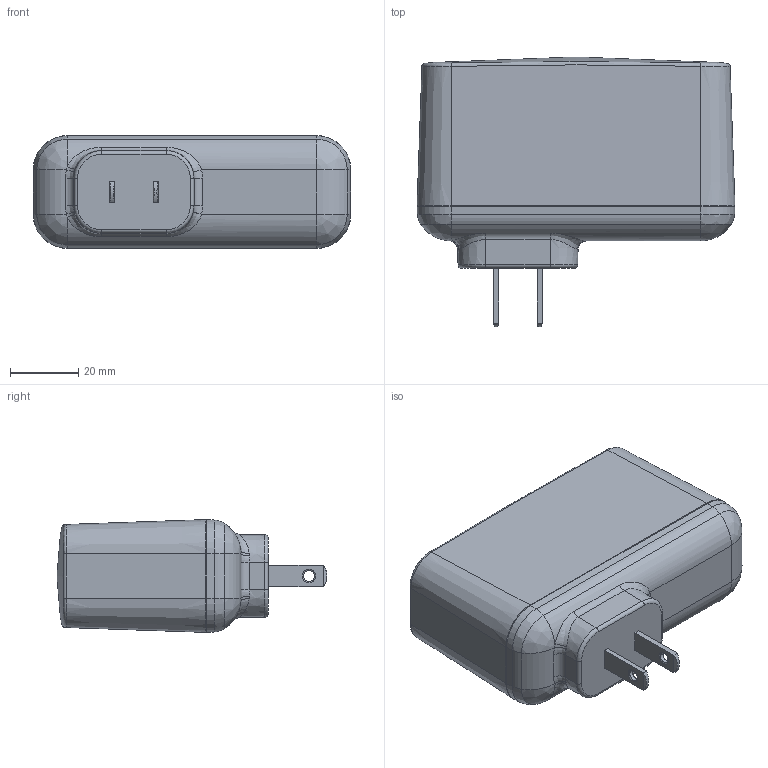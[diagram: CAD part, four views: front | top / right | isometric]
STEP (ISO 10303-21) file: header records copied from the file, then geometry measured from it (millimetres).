
FILE_DESCRIPTION((''),'2;1');
FILE_NAME('GT-83082-3612-W2_ASM','2022-08-23T09:16:12',('jirenqiang'),(''),'CREO PARAMETRIC BY PTC INC, 2018050','CREO PARAMETRIC BY PTC INC, 2018050','');
FILE_SCHEMA(('CONFIG_CONTROL_DESIGN'));
Length unit declared in the file: millimetre
Products named in the file (4): US_BOT; US-PIN; TOP_; GT-83082-3612-W2_ASM
Assembly tree (4 placements, depth 2):
  GT-83082-3612-W2_ASM
    US_BOT
    US-PIN  x2
    TOP_
Bounding box: 93.01 x 79 x 33.01 mm (x, y, z)
Volume: 35187.3 mm3; surface area: 36167.2 mm2
Topology: 4 solids, 4 shells, 587 faces, 1470 edges, 890 vertices
Faces by surface type: plane 343, cylinder 106, bspline 60, cone 50, torus 28
Entity records: 19698 total; most frequent: CARTESIAN_POINT 6954, ORIENTED_EDGE 2754, DIRECTION 2459, EDGE_CURVE 1377, VECTOR 873, LINE 873, VERTEX_POINT 831, AXIS2_PLACEMENT_3D 793
